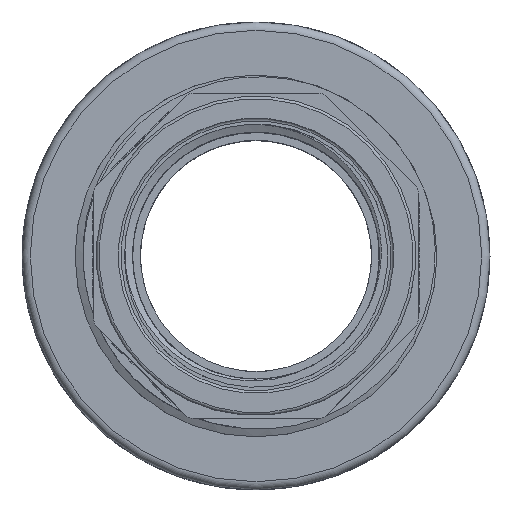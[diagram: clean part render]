
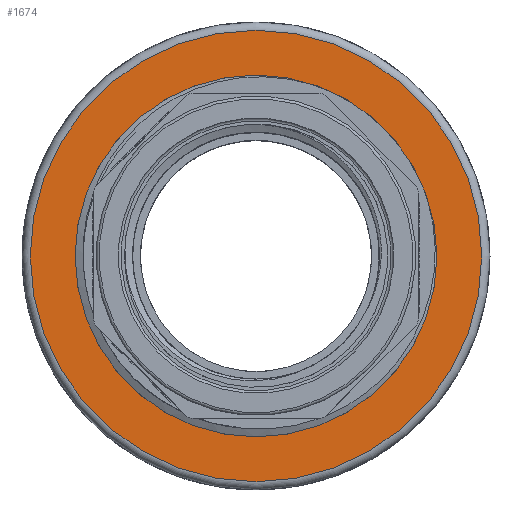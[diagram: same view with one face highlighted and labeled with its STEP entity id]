
A CAD part, top view. The second image highlights one B-rep face of the part: STEP entity #1674.
In plain terms, the highlighted planar face has unit normal (0, 0, 1).
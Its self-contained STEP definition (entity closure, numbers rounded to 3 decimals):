
#1674=ADVANCED_FACE('',(#3966,#3967),#2420,.T.);
#2420=PLANE('',#17257);
#3700=CIRCLE('',#17255,41.);
#3701=CIRCLE('',#17256,32.855);
#3966=FACE_BOUND('',#4492,.T.);
#3967=FACE_BOUND('',#4493,.T.);
#4492=EDGE_LOOP('',(#7362));
#4493=EDGE_LOOP('',(#7363));
#7362=ORIENTED_EDGE('',*,*,#12798,.T.);
#7363=ORIENTED_EDGE('',*,*,#12799,.T.);
#10868=VERTEX_POINT('',#32537);
#10869=VERTEX_POINT('',#32539);
#12798=EDGE_CURVE('',#10868,#10868,#3700,.T.);
#12799=EDGE_CURVE('',#10869,#10869,#3701,.T.);
#17255=AXIS2_PLACEMENT_3D('',#32536,#19691,#19692);
#17256=AXIS2_PLACEMENT_3D('',#32538,#19693,#19694);
#17257=AXIS2_PLACEMENT_3D('',#32540,#19695,#19696);
#19691=DIRECTION('',(0.,0.,1.));
#19692=DIRECTION('',(1.,0.,0.));
#19693=DIRECTION('',(0.,0.,-1.));
#19694=DIRECTION('',(1.,0.,0.));
#19695=DIRECTION('',(0.,0.,1.));
#19696=DIRECTION('',(-1.,0.,0.));
#32536=CARTESIAN_POINT('',(1378.,160.,30.22));
#32537=CARTESIAN_POINT('',(1419.,160.,30.22));
#32538=CARTESIAN_POINT('',(1378.,160.,30.22));
#32539=CARTESIAN_POINT('',(1410.855,160.,30.22));
#32540=CARTESIAN_POINT('',(1378.,160.,30.22));
